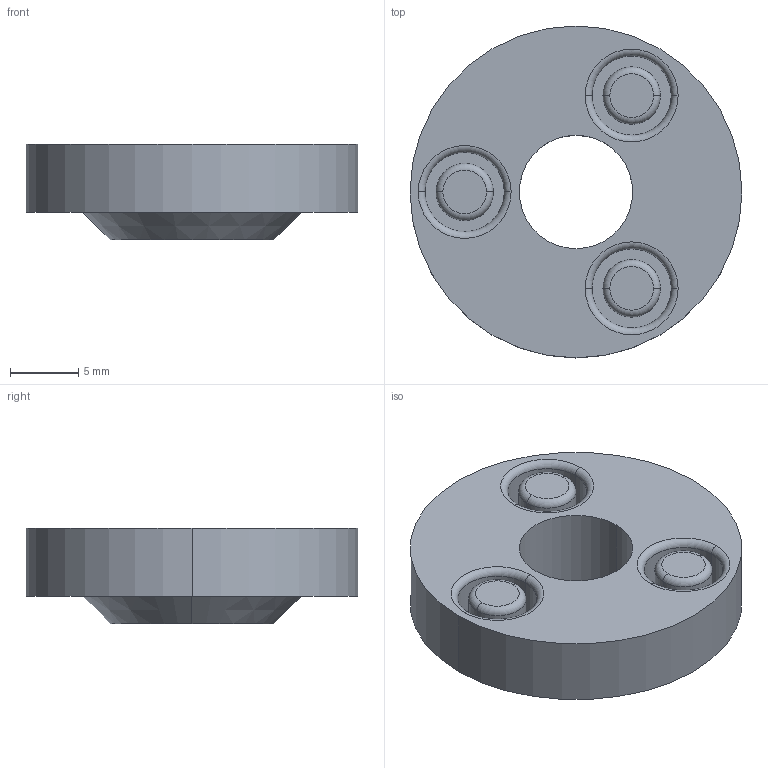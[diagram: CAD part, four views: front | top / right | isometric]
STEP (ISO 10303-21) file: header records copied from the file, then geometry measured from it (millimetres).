
FILE_DESCRIPTION (( 'STEP AP214' ), '1' );
FILE_NAME ('Spring Holder.STEP', '2024-11-17T11:37:30', ( '' ), ( '' ), 'SwSTEP 2.0', 'SolidWorks 2023', '' );
FILE_SCHEMA (( 'AUTOMOTIVE_DESIGN' ));
Length unit declared in the file: millimetre
Products named in the file (1): Spring Holder
Bounding box: 24.3 x 24.3 x 7 mm (x, y, z)
Volume: 2094.2 mm3; surface area: 1776.8 mm2
Topology: 1 solids, 1 shells, 39 faces, 78 edges, 48 vertices
Faces by surface type: cylinder 16, torus 12, plane 9, cone 2
Entity records: 1063 total; most frequent: DIRECTION 218, CARTESIAN_POINT 166, ORIENTED_EDGE 156, AXIS2_PLACEMENT_3D 100, EDGE_CURVE 78, CIRCLE 60, EDGE_LOOP 48, VERTEX_POINT 48
